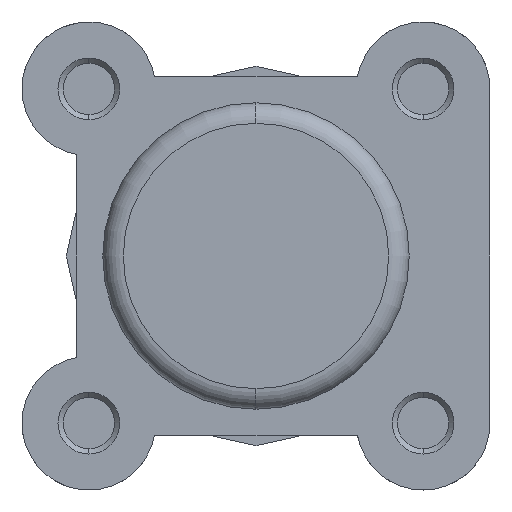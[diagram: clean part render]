
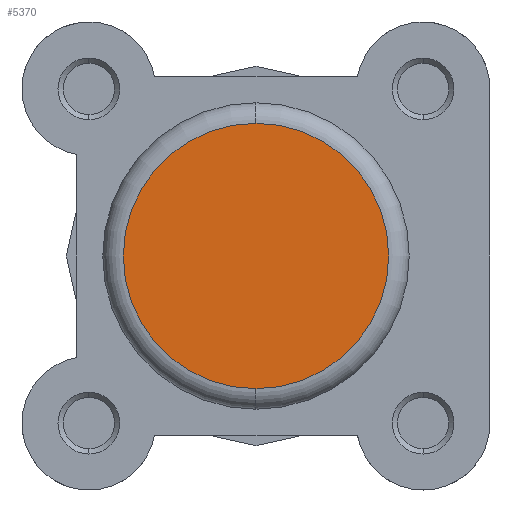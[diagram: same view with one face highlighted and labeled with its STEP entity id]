
A CAD part, left-side view. The second image highlights one B-rep face of the part: STEP entity #5370.
In plain terms, the highlighted planar face has unit normal (-1, 0, 0).
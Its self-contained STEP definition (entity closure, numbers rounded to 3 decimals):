
#1724 = AXIS2_PLACEMENT_3D ( 'NONE', #4211, #4215, #4216 ) ;
#1747 = AXIS2_PLACEMENT_3D ( 'NONE', #4339, #4348, #4349 ) ;
#1899 = AXIS2_PLACEMENT_3D ( 'NONE', #4824, #4827, #4828 ) ;
#2161 = ORIENTED_EDGE ( 'NONE', *, *, #3357, .T. ) ;
#2162 = ORIENTED_EDGE ( 'NONE', *, *, #3408, .T. ) ;
#3357 = EDGE_CURVE ( 'NONE', #5809, #5821, #3492, .T. ) ;
#3408 = EDGE_CURVE ( 'NONE', #5821, #5809, #3560, .T. ) ;
#3492 = CIRCLE ( 'NONE', #1724, 12.9 ) ;
#3560 = CIRCLE ( 'NONE', #1747, 12.9 ) ;
#3839 = FACE_OUTER_BOUND ( 'NONE', #5639, .T. ) ;
#4211 = CARTESIAN_POINT ( 'NONE',  ( 0., 0., 0. ) ) ;
#4215 = DIRECTION ( 'NONE',  ( -1., 0., 0. ) ) ;
#4216 = DIRECTION ( 'NONE',  ( 0., 0., -1. ) ) ;
#4339 = CARTESIAN_POINT ( 'NONE',  ( 0., 0., 0. ) ) ;
#4348 = DIRECTION ( 'NONE',  ( -1., 0., 0. ) ) ;
#4349 = DIRECTION ( 'NONE',  ( 0., 0., -1. ) ) ;
#4824 = CARTESIAN_POINT ( 'NONE',  ( 0., 0., 0. ) ) ;
#4825 = PLANE ( 'NONE',  #1899 ) ;
#4827 = DIRECTION ( 'NONE',  ( 1., 0., 0. ) ) ;
#4828 = DIRECTION ( 'NONE',  ( 0., 0., -1. ) ) ;
#5150 = CARTESIAN_POINT ( 'NONE',  ( 0., 0., 12.9 ) ) ;
#5160 = CARTESIAN_POINT ( 'NONE',  ( 0., 0., -12.9 ) ) ;
#5370 = ADVANCED_FACE ( 'NONE', ( #3839 ), #4825, .F. ) ;
#5639 = EDGE_LOOP ( 'NONE', ( #2162, #2161 ) ) ;
#5809 = VERTEX_POINT ( 'NONE', #5150 ) ;
#5821 = VERTEX_POINT ( 'NONE', #5160 ) ;
